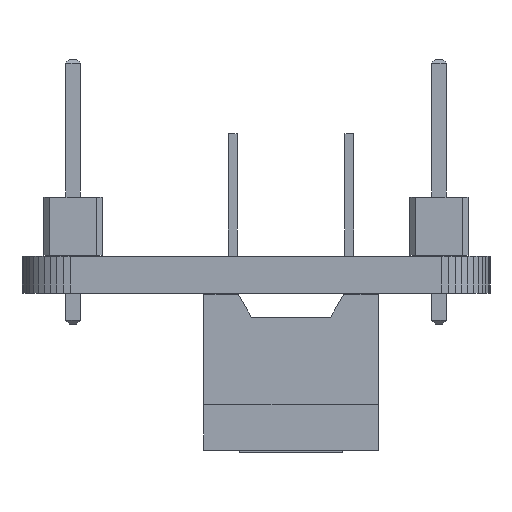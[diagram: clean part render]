
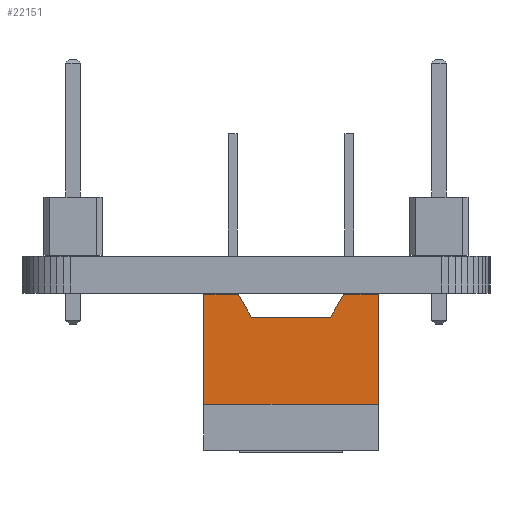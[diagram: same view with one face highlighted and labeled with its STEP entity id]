
A CAD part, left-side view. The second image highlights one B-rep face of the part: STEP entity #22151.
In plain terms, the highlighted face is planar.
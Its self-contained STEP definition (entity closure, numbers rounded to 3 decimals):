
#20657 = PLANE('',#20658);
#20658 = AXIS2_PLACEMENT_3D('',#20659,#20660,#20661);
#20659 = CARTESIAN_POINT('',(-6.34,-3.3,6.8));
#20660 = DIRECTION('',(-1.,0.,0.));
#20661 = DIRECTION('',(0.,1.,0.));
#20820 = PLANE('',#20821);
#20821 = AXIS2_PLACEMENT_3D('',#20822,#20823,#20824);
#20822 = CARTESIAN_POINT('',(-2.54,12.7,4.8));
#20823 = DIRECTION('',(0.,0.,-1.));
#20824 = DIRECTION('',(-1.,0.,0.));
#20848 = PLANE('',#20849);
#20849 = AXIS2_PLACEMENT_3D('',#20850,#20851,#20852);
#20850 = CARTESIAN_POINT('',(1.26,28.7,6.8));
#20851 = DIRECTION('',(1.,0.,0.));
#20852 = DIRECTION('',(0.,-1.,0.));
#20885 = VERTEX_POINT('',#20886);
#20886 = CARTESIAN_POINT('',(1.26,28.7,4.8));
#20909 = VERTEX_POINT('',#20910);
#20910 = CARTESIAN_POINT('',(-6.34,28.7,4.8));
#20931 = EDGE_CURVE('',#20909,#20885,#20932,.T.);
#20932 = SURFACE_CURVE('',#20933,(#20937,#20944),.PCURVE_S1.);
#20933 = LINE('',#20934,#20935);
#20934 = CARTESIAN_POINT('',(-4.44,28.7,4.8));
#20935 = VECTOR('',#20936,1.);
#20936 = DIRECTION('',(1.,0.,0.));
#20937 = PCURVE('',#20820,#20938);
#20938 = DEFINITIONAL_REPRESENTATION('',(#20939),#20943);
#20939 = LINE('',#20940,#20941);
#20940 = CARTESIAN_POINT('',(1.9,16.));
#20941 = VECTOR('',#20942,1.);
#20942 = DIRECTION('',(-1.,0.));
#20943 = ( GEOMETRIC_REPRESENTATION_CONTEXT(2) 
PARAMETRIC_REPRESENTATION_CONTEXT() REPRESENTATION_CONTEXT('2D SPACE',''
  ) );
#20944 = PCURVE('',#20945,#20950);
#20945 = PLANE('',#20946);
#20946 = AXIS2_PLACEMENT_3D('',#20947,#20948,#20949);
#20947 = CARTESIAN_POINT('',(-6.34,28.7,6.8));
#20948 = DIRECTION('',(0.,1.,0.));
#20949 = DIRECTION('',(1.,0.,0.));
#20950 = DEFINITIONAL_REPRESENTATION('',(#20951),#20955);
#20951 = LINE('',#20952,#20953);
#20952 = CARTESIAN_POINT('',(1.9,2.));
#20953 = VECTOR('',#20954,1.);
#20954 = DIRECTION('',(1.,0.));
#20955 = ( GEOMETRIC_REPRESENTATION_CONTEXT(2) 
PARAMETRIC_REPRESENTATION_CONTEXT() REPRESENTATION_CONTEXT('2D SPACE',''
  ) );
#21151 = PLANE('',#21152);
#21152 = AXIS2_PLACEMENT_3D('',#21153,#21154,#21155);
#21153 = CARTESIAN_POINT('',(-0.817,28.7,1.));
#21154 = DIRECTION('',(0.,0.,1.));
#21155 = DIRECTION('',(-1.,0.,0.));
#21192 = VERTEX_POINT('',#21193);
#21193 = CARTESIAN_POINT('',(1.26,28.7,0.));
#21207 = PLANE('',#21208);
#21208 = AXIS2_PLACEMENT_3D('',#21209,#21210,#21211);
#21209 = CARTESIAN_POINT('',(-2.54,12.7,0.));
#21210 = DIRECTION('',(0.,0.,-1.));
#21211 = DIRECTION('',(-1.,0.,0.));
#21219 = EDGE_CURVE('',#20885,#21192,#21220,.T.);
#21220 = SURFACE_CURVE('',#21221,(#21225,#21232),.PCURVE_S1.);
#21221 = LINE('',#21222,#21223);
#21222 = CARTESIAN_POINT('',(1.26,28.7,6.8));
#21223 = VECTOR('',#21224,1.);
#21224 = DIRECTION('',(0.,0.,-1.));
#21225 = PCURVE('',#20848,#21226);
#21226 = DEFINITIONAL_REPRESENTATION('',(#21227),#21231);
#21227 = LINE('',#21228,#21229);
#21228 = CARTESIAN_POINT('',(0.,0.));
#21229 = VECTOR('',#21230,1.);
#21230 = DIRECTION('',(0.,1.));
#21231 = ( GEOMETRIC_REPRESENTATION_CONTEXT(2) 
PARAMETRIC_REPRESENTATION_CONTEXT() REPRESENTATION_CONTEXT('2D SPACE',''
  ) );
#21232 = PCURVE('',#20945,#21233);
#21233 = DEFINITIONAL_REPRESENTATION('',(#21234),#21238);
#21234 = LINE('',#21235,#21236);
#21235 = CARTESIAN_POINT('',(7.6,0.));
#21236 = VECTOR('',#21237,1.);
#21237 = DIRECTION('',(0.,1.));
#21238 = ( GEOMETRIC_REPRESENTATION_CONTEXT(2) 
PARAMETRIC_REPRESENTATION_CONTEXT() REPRESENTATION_CONTEXT('2D SPACE',''
  ) );
#21518 = PLANE('',#21519);
#21519 = AXIS2_PLACEMENT_3D('',#21520,#21521,#21522);
#21520 = CARTESIAN_POINT('',(-0.24,28.7,0.));
#21521 = DIRECTION('',(0.866,0.,0.5));
#21522 = DIRECTION('',(-0.5,0.,0.866));
#21579 = PLANE('',#21580);
#21580 = AXIS2_PLACEMENT_3D('',#21581,#21582,#21583);
#21581 = CARTESIAN_POINT('',(-4.263,28.7,1.));
#21582 = DIRECTION('',(-0.866,0.,0.5));
#21583 = DIRECTION('',(-0.5,0.,-0.866));
#21607 = PLANE('',#21608);
#21608 = AXIS2_PLACEMENT_3D('',#21609,#21610,#21611);
#21609 = CARTESIAN_POINT('',(-2.54,12.7,0.));
#21610 = DIRECTION('',(0.,0.,-1.));
#21611 = DIRECTION('',(-1.,0.,0.));
#21645 = VERTEX_POINT('',#21646);
#21646 = CARTESIAN_POINT('',(-0.24,28.7,0.));
#21667 = EDGE_CURVE('',#21645,#21192,#21668,.T.);
#21668 = SURFACE_CURVE('',#21669,(#21673,#21680),.PCURVE_S1.);
#21669 = LINE('',#21670,#21671);
#21670 = CARTESIAN_POINT('',(1.26,28.7,0.));
#21671 = VECTOR('',#21672,1.);
#21672 = DIRECTION('',(1.,0.,0.));
#21673 = PCURVE('',#21207,#21674);
#21674 = DEFINITIONAL_REPRESENTATION('',(#21675),#21679);
#21675 = LINE('',#21676,#21677);
#21676 = CARTESIAN_POINT('',(-3.8,16.));
#21677 = VECTOR('',#21678,1.);
#21678 = DIRECTION('',(-1.,0.));
#21679 = ( GEOMETRIC_REPRESENTATION_CONTEXT(2) 
PARAMETRIC_REPRESENTATION_CONTEXT() REPRESENTATION_CONTEXT('2D SPACE',''
  ) );
#21680 = PCURVE('',#20945,#21681);
#21681 = DEFINITIONAL_REPRESENTATION('',(#21682),#21686);
#21682 = LINE('',#21683,#21684);
#21683 = CARTESIAN_POINT('',(7.6,6.8));
#21684 = VECTOR('',#21685,1.);
#21685 = DIRECTION('',(1.,0.));
#21686 = ( GEOMETRIC_REPRESENTATION_CONTEXT(2) 
PARAMETRIC_REPRESENTATION_CONTEXT() REPRESENTATION_CONTEXT('2D SPACE',''
  ) );
#21693 = EDGE_CURVE('',#21645,#21694,#21696,.T.);
#21694 = VERTEX_POINT('',#21695);
#21695 = CARTESIAN_POINT('',(-0.817,28.7,1.));
#21696 = SURFACE_CURVE('',#21697,(#21701,#21708),.PCURVE_S1.);
#21697 = LINE('',#21698,#21699);
#21698 = CARTESIAN_POINT('',(-2.475,28.7,3.871));
#21699 = VECTOR('',#21700,1.);
#21700 = DIRECTION('',(-0.5,0.,0.866));
#21701 = PCURVE('',#21518,#21702);
#21702 = DEFINITIONAL_REPRESENTATION('',(#21703),#21707);
#21703 = LINE('',#21704,#21705);
#21704 = CARTESIAN_POINT('',(4.469,0.));
#21705 = VECTOR('',#21706,1.);
#21706 = DIRECTION('',(1.,0.));
#21707 = ( GEOMETRIC_REPRESENTATION_CONTEXT(2) 
PARAMETRIC_REPRESENTATION_CONTEXT() REPRESENTATION_CONTEXT('2D SPACE',''
  ) );
#21708 = PCURVE('',#20945,#21709);
#21709 = DEFINITIONAL_REPRESENTATION('',(#21710),#21714);
#21710 = LINE('',#21711,#21712);
#21711 = CARTESIAN_POINT('',(3.865,2.929));
#21712 = VECTOR('',#21713,1.);
#21713 = DIRECTION('',(-0.5,-0.866));
#21714 = ( GEOMETRIC_REPRESENTATION_CONTEXT(2) 
PARAMETRIC_REPRESENTATION_CONTEXT() REPRESENTATION_CONTEXT('2D SPACE',''
  ) );
#21743 = VERTEX_POINT('',#21744);
#21744 = CARTESIAN_POINT('',(-6.34,28.7,0.));
#21765 = EDGE_CURVE('',#21743,#21766,#21768,.T.);
#21766 = VERTEX_POINT('',#21767);
#21767 = CARTESIAN_POINT('',(-4.84,28.7,0.));
#21768 = SURFACE_CURVE('',#21769,(#21773,#21780),.PCURVE_S1.);
#21769 = LINE('',#21770,#21771);
#21770 = CARTESIAN_POINT('',(1.26,28.7,0.));
#21771 = VECTOR('',#21772,1.);
#21772 = DIRECTION('',(1.,0.,0.));
#21773 = PCURVE('',#21607,#21774);
#21774 = DEFINITIONAL_REPRESENTATION('',(#21775),#21779);
#21775 = LINE('',#21776,#21777);
#21776 = CARTESIAN_POINT('',(-3.8,16.));
#21777 = VECTOR('',#21778,1.);
#21778 = DIRECTION('',(-1.,0.));
#21779 = ( GEOMETRIC_REPRESENTATION_CONTEXT(2) 
PARAMETRIC_REPRESENTATION_CONTEXT() REPRESENTATION_CONTEXT('2D SPACE',''
  ) );
#21780 = PCURVE('',#20945,#21781);
#21781 = DEFINITIONAL_REPRESENTATION('',(#21782),#21786);
#21782 = LINE('',#21783,#21784);
#21783 = CARTESIAN_POINT('',(7.6,6.8));
#21784 = VECTOR('',#21785,1.);
#21785 = DIRECTION('',(1.,0.));
#21786 = ( GEOMETRIC_REPRESENTATION_CONTEXT(2) 
PARAMETRIC_REPRESENTATION_CONTEXT() REPRESENTATION_CONTEXT('2D SPACE',''
  ) );
#21884 = VERTEX_POINT('',#21885);
#21885 = CARTESIAN_POINT('',(-4.263,28.7,1.));
#21906 = EDGE_CURVE('',#21884,#21766,#21907,.T.);
#21907 = SURFACE_CURVE('',#21908,(#21912,#21919),.PCURVE_S1.);
#21908 = LINE('',#21909,#21910);
#21909 = CARTESIAN_POINT('',(-3.267,28.7,2.725));
#21910 = VECTOR('',#21911,1.);
#21911 = DIRECTION('',(-0.5,0.,-0.866));
#21912 = PCURVE('',#21579,#21913);
#21913 = DEFINITIONAL_REPRESENTATION('',(#21914),#21918);
#21914 = LINE('',#21915,#21916);
#21915 = CARTESIAN_POINT('',(-1.992,0.));
#21916 = VECTOR('',#21917,1.);
#21917 = DIRECTION('',(1.,0.));
#21918 = ( GEOMETRIC_REPRESENTATION_CONTEXT(2) 
PARAMETRIC_REPRESENTATION_CONTEXT() REPRESENTATION_CONTEXT('2D SPACE',''
  ) );
#21919 = PCURVE('',#20945,#21920);
#21920 = DEFINITIONAL_REPRESENTATION('',(#21921),#21925);
#21921 = LINE('',#21922,#21923);
#21922 = CARTESIAN_POINT('',(3.073,4.075));
#21923 = VECTOR('',#21924,1.);
#21924 = DIRECTION('',(-0.5,0.866));
#21925 = ( GEOMETRIC_REPRESENTATION_CONTEXT(2) 
PARAMETRIC_REPRESENTATION_CONTEXT() REPRESENTATION_CONTEXT('2D SPACE',''
  ) );
#22099 = EDGE_CURVE('',#21694,#21884,#22100,.T.);
#22100 = SURFACE_CURVE('',#22101,(#22105,#22112),.PCURVE_S1.);
#22101 = LINE('',#22102,#22103);
#22102 = CARTESIAN_POINT('',(-3.579,28.7,1.));
#22103 = VECTOR('',#22104,1.);
#22104 = DIRECTION('',(-1.,0.,0.));
#22105 = PCURVE('',#21151,#22106);
#22106 = DEFINITIONAL_REPRESENTATION('',(#22107),#22111);
#22107 = LINE('',#22108,#22109);
#22108 = CARTESIAN_POINT('',(2.761,0.));
#22109 = VECTOR('',#22110,1.);
#22110 = DIRECTION('',(1.,0.));
#22111 = ( GEOMETRIC_REPRESENTATION_CONTEXT(2) 
PARAMETRIC_REPRESENTATION_CONTEXT() REPRESENTATION_CONTEXT('2D SPACE',''
  ) );
#22112 = PCURVE('',#20945,#22113);
#22113 = DEFINITIONAL_REPRESENTATION('',(#22114),#22118);
#22114 = LINE('',#22115,#22116);
#22115 = CARTESIAN_POINT('',(2.761,5.8));
#22116 = VECTOR('',#22117,1.);
#22117 = DIRECTION('',(-1.,0.));
#22118 = ( GEOMETRIC_REPRESENTATION_CONTEXT(2) 
PARAMETRIC_REPRESENTATION_CONTEXT() REPRESENTATION_CONTEXT('2D SPACE',''
  ) );
#22151 = ADVANCED_FACE('',(#22152),#20945,.T.);
#22152 = FACE_BOUND('',#22153,.T.);
#22153 = EDGE_LOOP('',(#22154,#22155,#22156,#22157,#22158,#22159,#22160,
    #22161));
#22154 = ORIENTED_EDGE('',*,*,#20931,.T.);
#22155 = ORIENTED_EDGE('',*,*,#21219,.T.);
#22156 = ORIENTED_EDGE('',*,*,#21667,.F.);
#22157 = ORIENTED_EDGE('',*,*,#21693,.T.);
#22158 = ORIENTED_EDGE('',*,*,#22099,.T.);
#22159 = ORIENTED_EDGE('',*,*,#21906,.T.);
#22160 = ORIENTED_EDGE('',*,*,#21765,.F.);
#22161 = ORIENTED_EDGE('',*,*,#22162,.F.);
#22162 = EDGE_CURVE('',#20909,#21743,#22163,.T.);
#22163 = SURFACE_CURVE('',#22164,(#22168,#22175),.PCURVE_S1.);
#22164 = LINE('',#22165,#22166);
#22165 = CARTESIAN_POINT('',(-6.34,28.7,6.8));
#22166 = VECTOR('',#22167,1.);
#22167 = DIRECTION('',(0.,0.,-1.));
#22168 = PCURVE('',#20945,#22169);
#22169 = DEFINITIONAL_REPRESENTATION('',(#22170),#22174);
#22170 = LINE('',#22171,#22172);
#22171 = CARTESIAN_POINT('',(0.,0.));
#22172 = VECTOR('',#22173,1.);
#22173 = DIRECTION('',(0.,1.));
#22174 = ( GEOMETRIC_REPRESENTATION_CONTEXT(2) 
PARAMETRIC_REPRESENTATION_CONTEXT() REPRESENTATION_CONTEXT('2D SPACE',''
  ) );
#22175 = PCURVE('',#20657,#22176);
#22176 = DEFINITIONAL_REPRESENTATION('',(#22177),#22181);
#22177 = LINE('',#22178,#22179);
#22178 = CARTESIAN_POINT('',(32.,0.));
#22179 = VECTOR('',#22180,1.);
#22180 = DIRECTION('',(0.,1.));
#22181 = ( GEOMETRIC_REPRESENTATION_CONTEXT(2) 
PARAMETRIC_REPRESENTATION_CONTEXT() REPRESENTATION_CONTEXT('2D SPACE',''
  ) );
